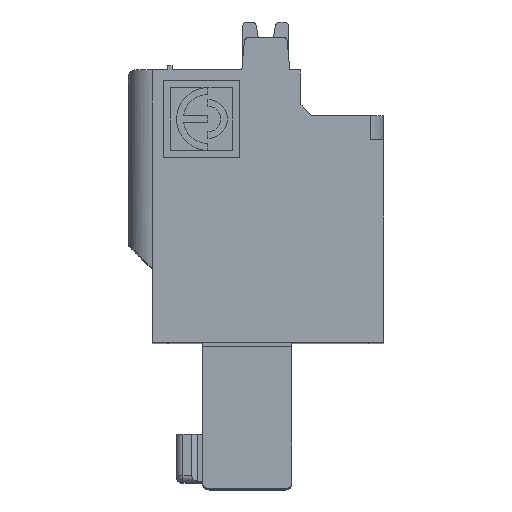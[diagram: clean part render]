
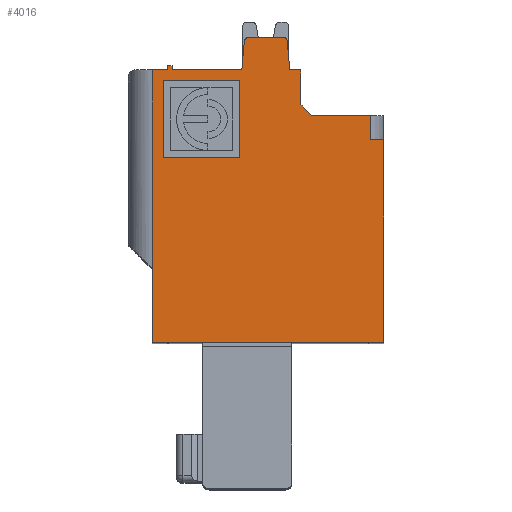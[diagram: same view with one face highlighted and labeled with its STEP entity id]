
A CAD part, top view. The second image highlights one B-rep face of the part: STEP entity #4016.
In plain terms, the highlighted planar face has unit normal (0, 0, 1).
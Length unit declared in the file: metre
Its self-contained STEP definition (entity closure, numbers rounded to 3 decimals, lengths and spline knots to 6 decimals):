
#4016=ADVANCED_FACE('',(#9402,#9403),#9404,.F.);
#6420=EDGE_CURVE('',#13072,#13073,#13074,.T.);
#9402=FACE_BOUND('',#16152,.T.);
#9403=FACE_OUTER_BOUND('',#16153,.T.);
#9404=PLANE('',#16154);
#13023=VERTEX_POINT('',#23457);
#13027=VERTEX_POINT('',#23463);
#13072=VERTEX_POINT('',#23575);
#13073=VERTEX_POINT('',#23576);
#13074=LINE('',#23577,#23578);
#13095=VERTEX_POINT('',#23612);
#13108=VERTEX_POINT('',#23633);
#13389=VERTEX_POINT('',#24228);
#13396=VERTEX_POINT('',#24239);
#13399=VERTEX_POINT('',#24244);
#13403=VERTEX_POINT('',#24250);
#13416=VERTEX_POINT('',#24273);
#13429=VERTEX_POINT('',#24292);
#16152=EDGE_LOOP('',(#32208,#32209,#32210,#32211));
#16153=EDGE_LOOP('',(#32212,#32213,#32214,#32215,#32216,#32217,#32218,#32219,#32220,#32221,#32222,#32223,#32224,#32225,#32226,#32227,#32228,#32229,#32230));
#16154=AXIS2_PLACEMENT_3D('',#32231,#32232,#32233);
#23457=CARTESIAN_POINT('',(0.146185,0.013817,-0.31189));
#23463=CARTESIAN_POINT('',(0.1463,0.0125,-0.31189));
#23575=CARTESIAN_POINT('',(0.1506,0.,-0.31189));
#23576=CARTESIAN_POINT('',(0.14,0.,-0.31189));
#23577=CARTESIAN_POINT('',(0.1506,0.,-0.31189));
#23578=VECTOR('',#35236,1.0);
#23612=CARTESIAN_POINT('',(0.1506,0.0093,-0.31189));
#23633=CARTESIAN_POINT('',(0.15,0.0093,-0.31189));
#24228=CARTESIAN_POINT('',(0.144215,0.013817,-0.31189));
#24239=CARTESIAN_POINT('',(0.1441,0.0125,-0.31189));
#24244=CARTESIAN_POINT('',(0.1409,0.0125,-0.31189));
#24250=CARTESIAN_POINT('',(0.1409,0.0127,-0.31189));
#24273=CARTESIAN_POINT('',(0.1407,0.0125,-0.31189));
#24292=CARTESIAN_POINT('',(0.1407,0.0127,-0.31189));
#32208=ORIENTED_EDGE('',*,*,#37643,.T.);
#32209=ORIENTED_EDGE('',*,*,#37644,.T.);
#32210=ORIENTED_EDGE('',*,*,#37602,.T.);
#32211=ORIENTED_EDGE('',*,*,#37645,.T.);
#32212=ORIENTED_EDGE('',*,*,#37646,.F.);
#32213=ORIENTED_EDGE('',*,*,#6420,.F.);
#32214=ORIENTED_EDGE('',*,*,#37647,.T.);
#32215=ORIENTED_EDGE('',*,*,#37648,.F.);
#32216=ORIENTED_EDGE('',*,*,#37649,.F.);
#32217=ORIENTED_EDGE('',*,*,#37639,.F.);
#32218=ORIENTED_EDGE('',*,*,#37624,.T.);
#32219=ORIENTED_EDGE('',*,*,#37650,.T.);
#32220=ORIENTED_EDGE('',*,*,#37651,.F.);
#32221=ORIENTED_EDGE('',*,*,#37588,.T.);
#32222=ORIENTED_EDGE('',*,*,#37652,.T.);
#32223=ORIENTED_EDGE('',*,*,#37653,.T.);
#32224=ORIENTED_EDGE('',*,*,#37654,.T.);
#32225=ORIENTED_EDGE('',*,*,#37655,.T.);
#32226=ORIENTED_EDGE('',*,*,#37656,.F.);
#32227=ORIENTED_EDGE('',*,*,#37657,.T.);
#32228=ORIENTED_EDGE('',*,*,#37658,.F.);
#32229=ORIENTED_EDGE('',*,*,#37659,.F.);
#32230=ORIENTED_EDGE('',*,*,#37660,.F.);
#32231=CARTESIAN_POINT('',(0.154572,0.033759,-0.31189));
#32232=DIRECTION('',(0.0,0.,-1.0));
#32233=DIRECTION('',(-1.0,0.0,0.0));
#35236=DIRECTION('',(-1.0,0.,0.));
#37588=EDGE_CURVE('',#13027,#13023,#40792,.T.);
#37602=EDGE_CURVE('',#40816,#40817,#40818,.T.);
#37624=EDGE_CURVE('',#40840,#40844,#40846,.T.);
#37639=EDGE_CURVE('',#40840,#40870,#40871,.T.);
#37643=EDGE_CURVE('',#40875,#40876,#40877,.T.);
#37644=EDGE_CURVE('',#40876,#40816,#40878,.T.);
#37645=EDGE_CURVE('',#40817,#40875,#40879,.T.);
#37646=EDGE_CURVE('',#13073,#40880,#40881,.T.);
#37647=EDGE_CURVE('',#13072,#13095,#40882,.T.);
#37648=EDGE_CURVE('',#13108,#13095,#40883,.T.);
#37649=EDGE_CURVE('',#40870,#13108,#40884,.T.);
#37650=EDGE_CURVE('',#40844,#40885,#40886,.T.);
#37651=EDGE_CURVE('',#13027,#40885,#40887,.T.);
#37652=EDGE_CURVE('',#13023,#40888,#40889,.T.);
#37653=EDGE_CURVE('',#40888,#40890,#40891,.T.);
#37654=EDGE_CURVE('',#40890,#13389,#40892,.T.);
#37655=EDGE_CURVE('',#13389,#13396,#40893,.T.);
#37656=EDGE_CURVE('',#13399,#13396,#40894,.T.);
#37657=EDGE_CURVE('',#13399,#13403,#40895,.T.);
#37658=EDGE_CURVE('',#13429,#13403,#40896,.T.);
#37659=EDGE_CURVE('',#13416,#13429,#40897,.T.);
#37660=EDGE_CURVE('',#40880,#13416,#40898,.T.);
#40792=LINE('',#45229,#45230);
#40816=VERTEX_POINT('',#45262);
#40817=VERTEX_POINT('',#45263);
#40818=LINE('',#45264,#45265);
#40840=VERTEX_POINT('',#45298);
#40844=VERTEX_POINT('',#45303);
#40846=LINE('',#45306,#45307);
#40870=VERTEX_POINT('',#45339);
#40871=LINE('',#45340,#45341);
#40875=VERTEX_POINT('',#45346);
#40876=VERTEX_POINT('',#45347);
#40877=LINE('',#45348,#45349);
#40878=LINE('',#45350,#45351);
#40879=LINE('',#45352,#45353);
#40880=VERTEX_POINT('',#45354);
#40881=LINE('',#45355,#45356);
#40882=LINE('',#45357,#45358);
#40883=LINE('',#45359,#45360);
#40884=LINE('',#45361,#45362);
#40885=VERTEX_POINT('',#45363);
#40886=LINE('',#45364,#45365);
#40887=LINE('',#45366,#45367);
#40888=VERTEX_POINT('',#45368);
#40889=CIRCLE('',#45369,0.0002);
#40890=VERTEX_POINT('',#45370);
#40891=LINE('',#45371,#45372);
#40892=CIRCLE('',#45373,0.0002);
#40893=LINE('',#45374,#45375);
#40894=LINE('',#45376,#45377);
#40895=LINE('',#45378,#45379);
#40896=LINE('',#45380,#45381);
#40897=LINE('',#45382,#45383);
#40898=LINE('',#45384,#45385);
#45229=CARTESIAN_POINT('',(0.1463,0.0125,-0.31189));
#45230=VECTOR('',#47743,1.0);
#45262=CARTESIAN_POINT('',(0.1405,0.0085,-0.31189));
#45263=CARTESIAN_POINT('',(0.1405,0.012,-0.31189));
#45264=CARTESIAN_POINT('',(0.1405,0.033759,-0.31189));
#45265=VECTOR('',#47761,1.0);
#45298=CARTESIAN_POINT('',(0.147307,0.0104,-0.31189));
#45303=CARTESIAN_POINT('',(0.146811,0.010896,-0.31189));
#45306=CARTESIAN_POINT('',(0.139267,0.01844,-0.31189));
#45307=VECTOR('',#47781,1.0);
#45339=CARTESIAN_POINT('',(0.15,0.0104,-0.31189));
#45340=CARTESIAN_POINT('',(0.154572,0.0104,-0.31189));
#45341=VECTOR('',#47805,1.0);
#45346=CARTESIAN_POINT('',(0.144,0.012,-0.31189));
#45347=CARTESIAN_POINT('',(0.144,0.0085,-0.31189));
#45348=CARTESIAN_POINT('',(0.144,0.033759,-0.31189));
#45349=VECTOR('',#47810,1.0);
#45350=CARTESIAN_POINT('',(0.154072,0.0085,-0.31189));
#45351=VECTOR('',#47811,1.0);
#45352=CARTESIAN_POINT('',(0.154072,0.012,-0.31189));
#45353=VECTOR('',#47812,1.0);
#45354=CARTESIAN_POINT('',(0.14,0.0125,-0.31189));
#45355=CARTESIAN_POINT('',(0.14,0.0118,-0.31189));
#45356=VECTOR('',#47813,1.0);
#45357=CARTESIAN_POINT('',(0.1506,0.,-0.31189));
#45358=VECTOR('',#47814,1.0);
#45359=CARTESIAN_POINT('',(0.15,0.0093,-0.31189));
#45360=VECTOR('',#47815,1.0);
#45361=CARTESIAN_POINT('',(0.15,0.0125,-0.31189));
#45362=VECTOR('',#47816,1.0);
#45363=CARTESIAN_POINT('',(0.146811,0.0125,-0.31189));
#45364=CARTESIAN_POINT('',(0.146811,0.033759,-0.31189));
#45365=VECTOR('',#47817,1.0);
#45366=CARTESIAN_POINT('',(0.1463,0.0125,-0.31189));
#45367=VECTOR('',#47818,1.0);
#45368=CARTESIAN_POINT('',(0.145985,0.014,-0.31189));
#45369=AXIS2_PLACEMENT_3D('',#47819,#47820,#47821);
#45370=CARTESIAN_POINT('',(0.144414,0.014,-0.31189));
#45371=CARTESIAN_POINT('',(0.144475,0.014,-0.31189));
#45372=VECTOR('',#47822,1.0);
#45373=AXIS2_PLACEMENT_3D('',#47823,#47824,#47825);
#45374=CARTESIAN_POINT('',(0.144215,0.013817,-0.31189));
#45375=VECTOR('',#47826,1.0);
#45376=CARTESIAN_POINT('',(0.1409,0.0125,-0.31189));
#45377=VECTOR('',#47827,1.0);
#45378=CARTESIAN_POINT('',(0.1409,0.0125,-0.31189));
#45379=VECTOR('',#47828,1.0);
#45380=CARTESIAN_POINT('',(0.1407,0.0127,-0.31189));
#45381=VECTOR('',#47829,1.0);
#45382=CARTESIAN_POINT('',(0.1407,0.0125,-0.31189));
#45383=VECTOR('',#47830,1.0);
#45384=CARTESIAN_POINT('',(0.14,0.0125,-0.31189));
#45385=VECTOR('',#47831,1.0);
#47743=DIRECTION('',(-0.087,0.996,0.));
#47761=DIRECTION('',(0.,1.0,0.));
#47781=DIRECTION('',(-0.707,0.707,0.));
#47805=DIRECTION('',(1.0,0.,0.));
#47810=DIRECTION('',(0.,-1.0,0.));
#47811=DIRECTION('',(-1.0,0.,0.));
#47812=DIRECTION('',(1.0,0.,0.));
#47813=DIRECTION('',(0.0,1.0,0.));
#47814=DIRECTION('',(0.0,1.0,0.));
#47815=DIRECTION('',(1.0,0.0,0.0));
#47816=DIRECTION('',(0.0,-1.0,0.));
#47817=DIRECTION('',(0.,1.0,0.));
#47818=DIRECTION('',(1.0,0.0,0.0));
#47819=CARTESIAN_POINT('',(0.145985,0.0138,-0.31189));
#47820=DIRECTION('',(0.,0.,1.0));
#47821=DIRECTION('',(0.996,0.087,0.));
#47822=DIRECTION('',(-1.0,-0.0,0.0));
#47823=CARTESIAN_POINT('',(0.144414,0.0138,-0.31189));
#47824=DIRECTION('',(0.0,0.,1.0));
#47825=DIRECTION('',(0.0,1.0,0.));
#47826=DIRECTION('',(-0.087,-0.996,0.));
#47827=DIRECTION('',(1.0,0.0,0.0));
#47828=DIRECTION('',(0.0,1.0,0.));
#47829=DIRECTION('',(1.0,0.0,0.0));
#47830=DIRECTION('',(0.0,1.0,0.));
#47831=DIRECTION('',(1.0,0.0,0.0));
